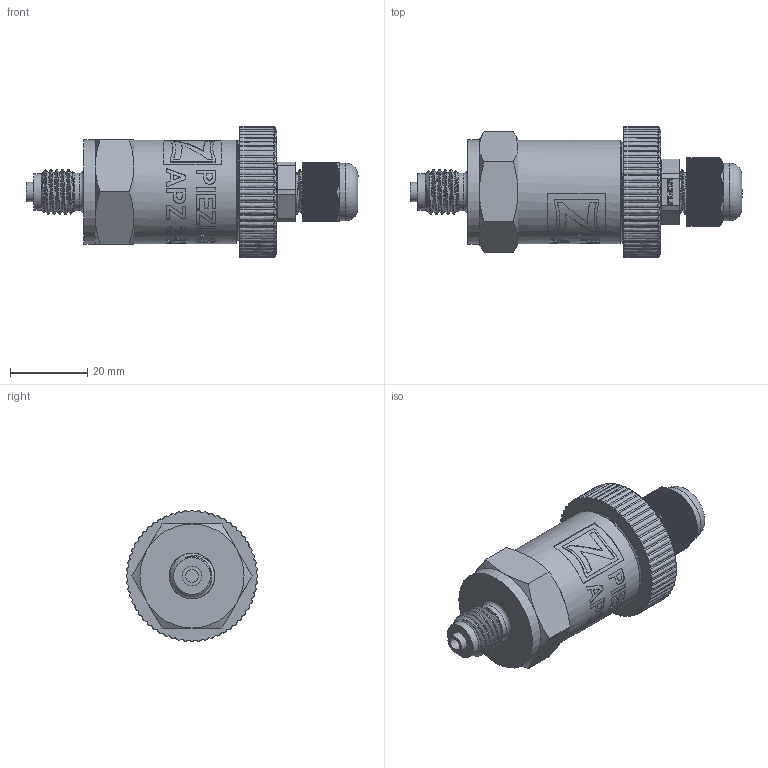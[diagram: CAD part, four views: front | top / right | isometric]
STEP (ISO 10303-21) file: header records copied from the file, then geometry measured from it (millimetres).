
FILE_DESCRIPTION(/* description */ (''),/* implementation_level */ '2;1');
FILE_NAME(/* name */ 'APZ3420_M12x1,5EN_CableGland.step',/* time_stamp */ '2021-06-18T15:18:11+03:00',/* author */ (''),/* organization */ (''),/* preprocessor_version */ 'ST-DEVELOPER v18.1',/* originating_system */ 'Autodesk Translation Framework v10.9.0.1377',/* authorisation */ '');
FILE_SCHEMA (('AUTOMOTIVE_DESIGN { 1 0 10303 214 3 1 1 }'));
Products named in the file (8): APZ3420_; M12x1,5 EN; OMAL nut M27x1.5; Ш100.000.001; M12x1.5 Cable gland; Cable gland; Rubber gasket; M12 Domed nut
Assembly tree (7 placements, depth 3):
  APZ3420_
    M12x1,5 EN
    OMAL nut M27x1.5
    Ш100.000.001
    M12x1.5 Cable gland
      Cable gland
      Rubber gasket
      M12 Domed nut
Bounding box: 86.16 x 34 x 34 mm (x, y, z)
Volume: 36245.8 mm3; surface area: 16176.9 mm2
Topology: 6 solids, 6 shells, 2681 faces, 7873 edges, 5250 vertices
Faces by surface type: plane 1479, cylinder 776, bspline 396, cone 26, torus 3, sphere 1
Full cylindrical faces by diameter (mm): 1 x6, 3.3 x1, 5 x1, 7.5 x1, 8 x1, 9.5 x1, 9.8 x1, 9.976 x5, 10 x6, 10.137 x5, 10.376 x4, 10.526 x3, 11.6 x4, 11.85 x4, 12 x5, 12.203 x3, 12.6 x1, 15 x1, 17 x1, 21.4 x2, 22.3 x1, 22.4 x1, 24.5 x1, 25.132 x4, 25.526 x4, 26.85 x4, 27 x1, 27.208 x5
Entity records: 113361 total; most frequent: CARTESIAN_POINT 45195, ORIENTED_EDGE 15746, DIRECTION 12270, EDGE_CURVE 7873, VERTEX_POINT 5250, LINE 4278, VECTOR 4278, AXIS2_PLACEMENT_3D 3996
